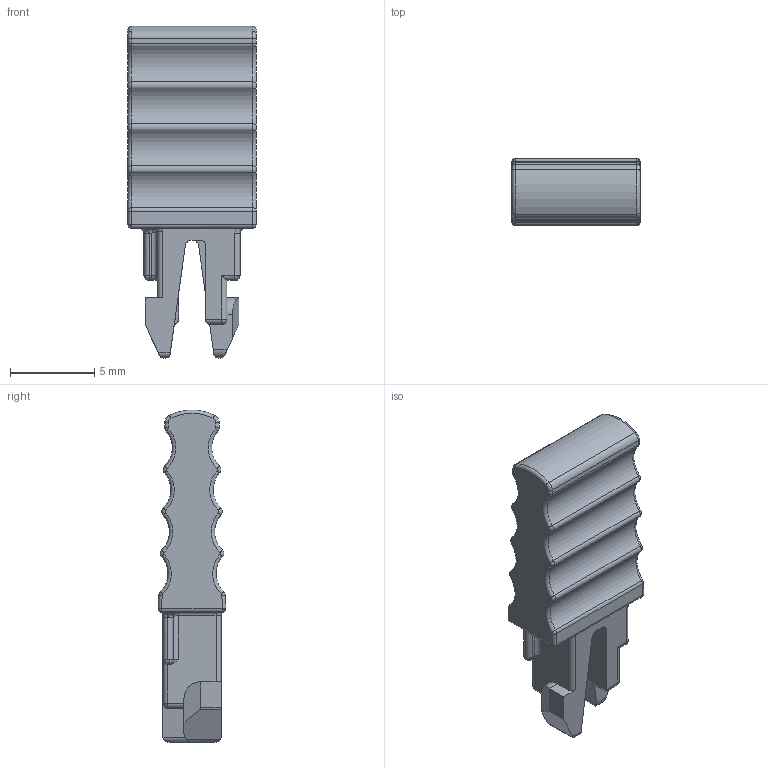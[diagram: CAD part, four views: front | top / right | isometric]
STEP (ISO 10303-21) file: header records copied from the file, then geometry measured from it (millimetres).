
FILE_DESCRIPTION(('CATIA V5 STEP Exchange','CAx-IF Rec.Pracs.--- Model Styling and Organization---1.4--- 2014-01-23'),'2;1');
FILE_NAME ('1269834-2_0', '2022-08-29T11:39:56+00:00', ('none'), ('Weidmueller'), 'CATIA Version 5-6 Release 2016 SP3 HF44', 'CATIA V5 STEP AP214', 'none');
FILE_SCHEMA(('AUTOMOTIVE_DESIGN { 1 0 10303 214 1 1 1 1 }'));
Length unit declared in the file: millimetre
Products named in the file (1): 2762590000 
Bounding box: 7.6 x 4 x 19.7 mm (x, y, z)
Volume: 348.1 mm3; surface area: 450.1 mm2
Topology: 1 solids, 1 shells, 189 faces, 463 edges, 253 vertices
Faces by surface type: cylinder 77, torus 48, plane 39, sphere 21, bspline 4
Entity records: 6135 total; most frequent: CARTESIAN_POINT 2025, ORIENTED_EDGE 878, DIRECTION 746, EDGE_CURVE 439, AXIS2_PLACEMENT_3D 393, VERTEX_POINT 253, CIRCLE 214, EDGE_LOOP 190
